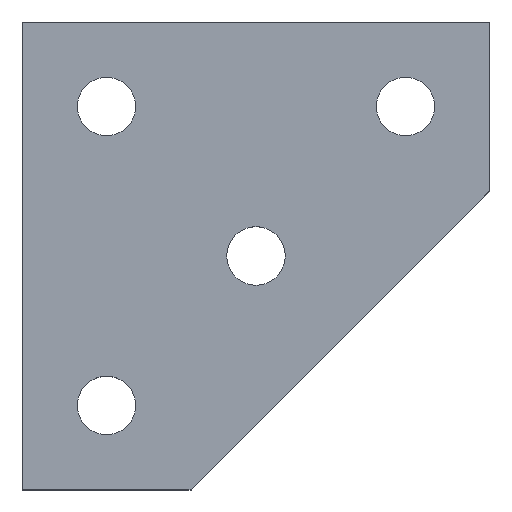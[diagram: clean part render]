
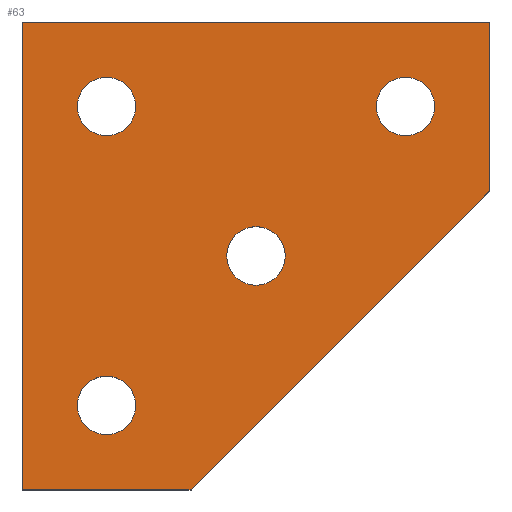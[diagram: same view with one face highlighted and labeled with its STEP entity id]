
A CAD part, top view. The second image highlights one B-rep face of the part: STEP entity #63.
In plain terms, the highlighted planar face has unit normal (0, 0, 1).
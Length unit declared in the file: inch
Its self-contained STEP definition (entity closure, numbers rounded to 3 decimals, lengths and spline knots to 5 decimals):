
#63=ADVANCED_FACE('',(#126,#127,#128,#129,#130),#131,.T.);
#126=FACE_BOUND('',#206,.T.);
#127=FACE_BOUND('',#207,.T.);
#128=FACE_BOUND('',#208,.T.);
#129=FACE_BOUND('',#209,.T.);
#130=FACE_OUTER_BOUND('',#210,.T.);
#131=PLANE('',#211);
#206=EDGE_LOOP('',(#292,#293));
#207=EDGE_LOOP('',(#294,#295));
#208=EDGE_LOOP('',(#296,#297));
#209=EDGE_LOOP('',(#298,#299));
#210=EDGE_LOOP('',(#300,#301,#302,#303,#304));
#211=AXIS2_PLACEMENT_3D('',#305,#306,#307);
#292=ORIENTED_EDGE('',*,*,#426,.F.);
#293=ORIENTED_EDGE('',*,*,#427,.F.);
#294=ORIENTED_EDGE('',*,*,#423,.F.);
#295=ORIENTED_EDGE('',*,*,#416,.F.);
#296=ORIENTED_EDGE('',*,*,#419,.F.);
#297=ORIENTED_EDGE('',*,*,#428,.F.);
#298=ORIENTED_EDGE('',*,*,#429,.F.);
#299=ORIENTED_EDGE('',*,*,#430,.F.);
#300=ORIENTED_EDGE('',*,*,#431,.F.);
#301=ORIENTED_EDGE('',*,*,#432,.F.);
#302=ORIENTED_EDGE('',*,*,#433,.F.);
#303=ORIENTED_EDGE('',*,*,#434,.F.);
#304=ORIENTED_EDGE('',*,*,#435,.F.);
#305=CARTESIAN_POINT('',(1.91283,-1.91283,0.25));
#306=DIRECTION('',(0.0,0.0,1.0));
#307=DIRECTION('',(1.0,0.0,0.0));
#416=EDGE_CURVE('',#473,#469,#475,.T.);
#419=EDGE_CURVE('',#478,#480,#481,.T.);
#423=EDGE_CURVE('',#469,#473,#486,.T.);
#426=EDGE_CURVE('',#489,#490,#491,.T.);
#427=EDGE_CURVE('',#490,#489,#492,.T.);
#428=EDGE_CURVE('',#480,#478,#493,.T.);
#429=EDGE_CURVE('',#494,#495,#496,.T.);
#430=EDGE_CURVE('',#495,#494,#497,.T.);
#431=EDGE_CURVE('',#498,#499,#500,.T.);
#432=EDGE_CURVE('',#501,#498,#502,.T.);
#433=EDGE_CURVE('',#503,#501,#504,.T.);
#434=EDGE_CURVE('',#505,#503,#506,.T.);
#435=EDGE_CURVE('',#499,#505,#507,.T.);
#469=VERTEX_POINT('',#550);
#473=VERTEX_POINT('',#555);
#475=CIRCLE('',#558,0.28125);
#478=VERTEX_POINT('',#561);
#480=VERTEX_POINT('',#564);
#481=CIRCLE('',#565,0.28125);
#486=CIRCLE('',#571,0.28125);
#489=VERTEX_POINT('',#574);
#490=VERTEX_POINT('',#575);
#491=CIRCLE('',#576,0.28125);
#492=CIRCLE('',#577,0.28125);
#493=CIRCLE('',#578,0.28125);
#494=VERTEX_POINT('',#579);
#495=VERTEX_POINT('',#580);
#496=CIRCLE('',#581,0.28125);
#497=CIRCLE('',#582,0.28125);
#498=VERTEX_POINT('',#583);
#499=VERTEX_POINT('',#584);
#500=LINE('',#585,#586);
#501=VERTEX_POINT('',#587);
#502=LINE('',#588,#589);
#503=VERTEX_POINT('',#590);
#504=LINE('',#591,#592);
#505=VERTEX_POINT('',#593);
#506=LINE('',#594,#595);
#507=LINE('',#596,#597);
#550=CARTESIAN_POINT('',(1.09375,-0.8125,0.25));
#555=CARTESIAN_POINT('',(0.53125,-0.8125,0.25));
#558=AXIS2_PLACEMENT_3D('',#657,#658,#659);
#561=CARTESIAN_POINT('',(3.96875,-0.8125,0.25));
#564=CARTESIAN_POINT('',(3.40625,-0.8125,0.25));
#565=AXIS2_PLACEMENT_3D('',#661,#662,#663);
#571=AXIS2_PLACEMENT_3D('',#668,#669,#670);
#574=CARTESIAN_POINT('',(1.09375,-3.6875,0.25));
#575=CARTESIAN_POINT('',(0.53125,-3.6875,0.25));
#576=AXIS2_PLACEMENT_3D('',#674,#675,#676);
#577=AXIS2_PLACEMENT_3D('',#677,#678,#679);
#578=AXIS2_PLACEMENT_3D('',#680,#681,#682);
#579=CARTESIAN_POINT('',(2.53125,-2.25,0.25));
#580=CARTESIAN_POINT('',(1.96875,-2.25,0.25));
#581=AXIS2_PLACEMENT_3D('',#683,#684,#685);
#582=AXIS2_PLACEMENT_3D('',#686,#687,#688);
#583=CARTESIAN_POINT('',(1.625,-4.5,0.25));
#584=CARTESIAN_POINT('',(0.0,-4.5,0.25));
#585=CARTESIAN_POINT('',(1.625,-4.5,0.25));
#586=VECTOR('',#689,1.0);
#587=CARTESIAN_POINT('',(4.5,-1.625,0.25));
#588=CARTESIAN_POINT('',(4.5,-1.625,0.25));
#589=VECTOR('',#690,1.0);
#590=CARTESIAN_POINT('',(4.5,0.0,0.25));
#591=CARTESIAN_POINT('',(4.5,0.0,0.25));
#592=VECTOR('',#691,1.0);
#593=CARTESIAN_POINT('',(0.0,0.0,0.25));
#594=CARTESIAN_POINT('',(0.0,0.0,0.25));
#595=VECTOR('',#692,1.0);
#596=CARTESIAN_POINT('',(0.0,-4.5,0.25));
#597=VECTOR('',#693,1.0);
#657=CARTESIAN_POINT('',(0.8125,-0.8125,0.25));
#658=DIRECTION('',(0.0,0.0,1.0));
#659=DIRECTION('',(1.0,0.0,0.0));
#661=CARTESIAN_POINT('',(3.6875,-0.8125,0.25));
#662=DIRECTION('',(0.0,0.0,1.0));
#663=DIRECTION('',(1.0,0.0,0.0));
#668=CARTESIAN_POINT('',(0.8125,-0.8125,0.25));
#669=DIRECTION('',(0.0,0.0,1.0));
#670=DIRECTION('',(1.0,0.0,0.0));
#674=CARTESIAN_POINT('',(0.8125,-3.6875,0.25));
#675=DIRECTION('',(0.0,0.0,1.0));
#676=DIRECTION('',(1.0,0.0,0.0));
#677=CARTESIAN_POINT('',(0.8125,-3.6875,0.25));
#678=DIRECTION('',(0.0,0.0,1.0));
#679=DIRECTION('',(1.0,0.0,0.0));
#680=CARTESIAN_POINT('',(3.6875,-0.8125,0.25));
#681=DIRECTION('',(0.0,0.0,1.0));
#682=DIRECTION('',(1.0,0.0,0.0));
#683=CARTESIAN_POINT('',(2.25,-2.25,0.25));
#684=DIRECTION('',(0.0,0.0,1.0));
#685=DIRECTION('',(1.0,0.0,0.0));
#686=CARTESIAN_POINT('',(2.25,-2.25,0.25));
#687=DIRECTION('',(0.0,0.0,1.0));
#688=DIRECTION('',(1.0,0.0,0.0));
#689=DIRECTION('',(-1.0,0.0,0.0));
#690=DIRECTION('',(-0.707,-0.707,0.0));
#691=DIRECTION('',(0.0,-1.0,0.0));
#692=DIRECTION('',(1.0,0.0,0.0));
#693=DIRECTION('',(0.0,1.0,0.0));
